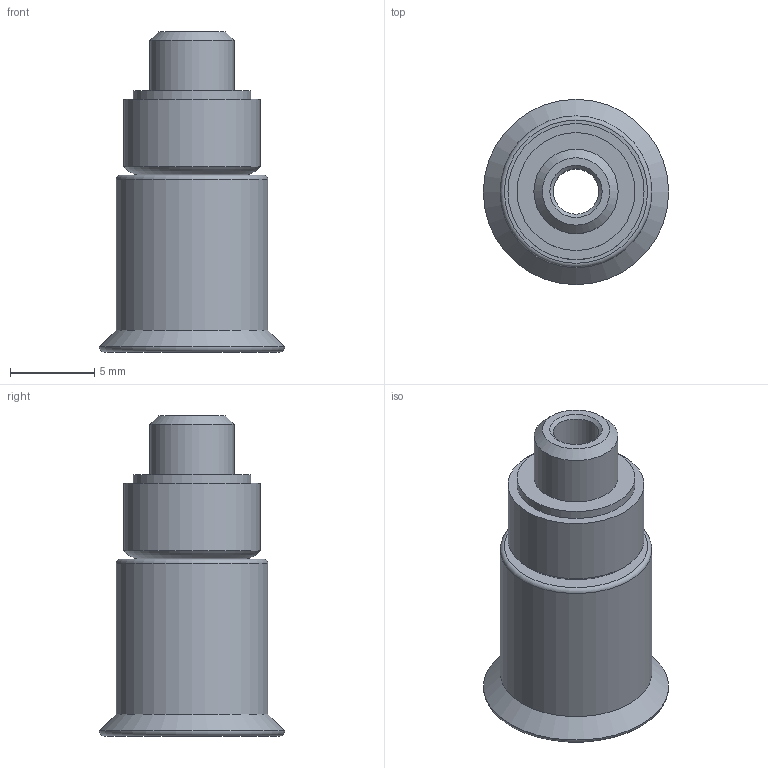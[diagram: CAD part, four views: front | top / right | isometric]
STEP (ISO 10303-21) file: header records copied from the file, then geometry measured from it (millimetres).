
FILE_DESCRIPTION((''),'2;1');
FILE_NAME('','2001-09-27T14:18:13+00:00',('Andreas Norlén'),( 'PIAB AB'),'','SolidEdge','');
FILE_SCHEMA(('CONFIG_CONTROL_DESIGN'));
Length unit declared in the file: millimetre
Bounding box: 11 x 11 x 19 mm (x, y, z)
Volume: 841.5 mm3; surface area: 817.9 mm2
Topology: 1 solids, 1 shells, 16 faces, 28 edges, 16 vertices
Faces by surface type: cylinder 5, plane 4, cone 4, torus 3
Full cylindrical faces by diameter (mm): 2.7 x1, 5 x1, 7 x1, 8.083 x1, 9 x1
Entity records: 418 total; most frequent: DIRECTION 66, CARTESIAN_POINT 49, AXIS2_PLACEMENT_3D 33, EDGE_LOOP 32, ORIENTED_EDGE 32, ADVANCED_FACE 16, FACE_OUTER_BOUND 16, FACE_BOUND 16
